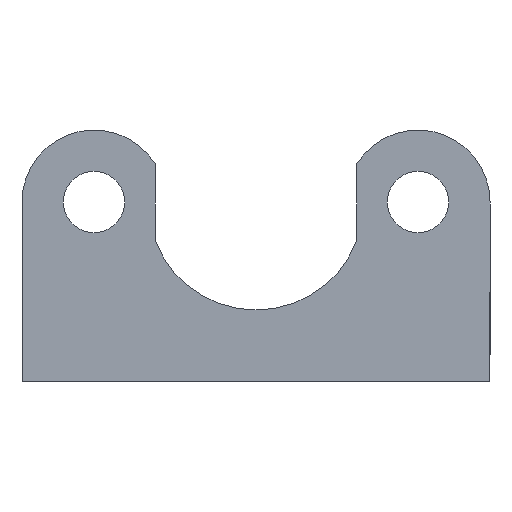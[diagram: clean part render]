
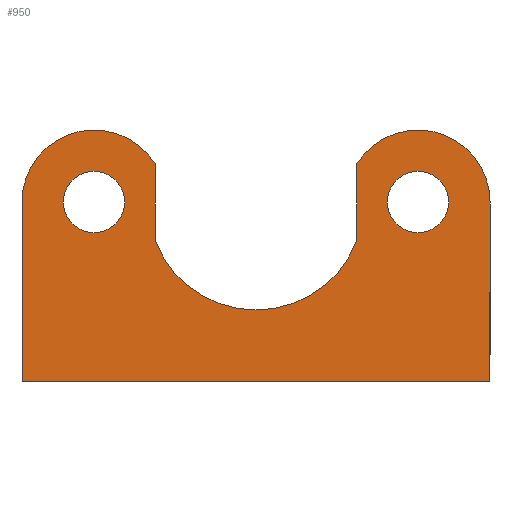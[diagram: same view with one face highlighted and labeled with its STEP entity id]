
A CAD part, front view. The second image highlights one B-rep face of the part: STEP entity #950.
In plain terms, the highlighted planar face has unit normal (0, -1, 0).
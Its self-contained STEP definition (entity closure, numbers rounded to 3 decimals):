
#2 = DIRECTION ( 'NONE',  ( 0., 1., 0. ) ) ;
#15 = VECTOR ( 'NONE', #708, 1000. ) ;
#19 = VERTEX_POINT ( 'NONE', #594 ) ;
#21 = CARTESIAN_POINT ( 'NONE',  ( -5.611, 0., -2.125 ) ) ;
#38 = CARTESIAN_POINT ( 'NONE',  ( 13., 0., -10. ) ) ;
#44 = VERTEX_POINT ( 'NONE', #514 ) ;
#53 = LINE ( 'NONE', #616, #546 ) ;
#57 = DIRECTION ( 'NONE',  ( 0., 1., 0. ) ) ;
#64 = VERTEX_POINT ( 'NONE', #596 ) ;
#76 = CARTESIAN_POINT ( 'NONE',  ( 5.611, 0., 2.125 ) ) ;
#81 = CARTESIAN_POINT ( 'NONE',  ( 9., 0., 0. ) ) ;
#88 = DIRECTION ( 'NONE',  ( 0., 1., 0. ) ) ;
#91 = DIRECTION ( 'NONE',  ( 0., 1., 0. ) ) ;
#97 = VERTEX_POINT ( 'NONE', #528 ) ;
#122 = DIRECTION ( 'NONE',  ( -1., 0., 0. ) ) ;
#131 = LINE ( 'NONE', #693, #15 ) ;
#134 = ORIENTED_EDGE ( 'NONE', *, *, #909, .T. ) ;
#139 = DIRECTION ( 'NONE',  ( 0., 0., 1. ) ) ;
#142 = LINE ( 'NONE', #936, #172 ) ;
#153 = ORIENTED_EDGE ( 'NONE', *, *, #502, .F. ) ;
#154 = DIRECTION ( 'NONE',  ( 0., 0., 1. ) ) ;
#172 = VECTOR ( 'NONE', #122, 1000. ) ;
#174 = DIRECTION ( 'NONE',  ( 0., 0., -1. ) ) ;
#177 = AXIS2_PLACEMENT_3D ( 'NONE', #264, #279, #494 ) ;
#178 = PLANE ( 'NONE',  #177 ) ;
#182 = DIRECTION ( 'NONE',  ( 0., 0., 1. ) ) ;
#184 = CARTESIAN_POINT ( 'NONE',  ( -9., 0., 0. ) ) ;
#192 = EDGE_CURVE ( 'NONE', #603, #64, #725, .T. ) ;
#202 = CARTESIAN_POINT ( 'NONE',  ( 0., 0., 0. ) ) ;
#207 = FACE_BOUND ( 'NONE', #269, .T. ) ;
#214 = VERTEX_POINT ( 'NONE', #21 ) ;
#219 = AXIS2_PLACEMENT_3D ( 'NONE', #772, #856, #405 ) ;
#225 = CARTESIAN_POINT ( 'NONE',  ( 9., 0., 0. ) ) ;
#226 = ORIENTED_EDGE ( 'NONE', *, *, #424, .T. ) ;
#232 = CIRCLE ( 'NONE', #298, 4. ) ;
#240 = EDGE_CURVE ( 'NONE', #97, #214, #53, .T. ) ;
#245 = CARTESIAN_POINT ( 'NONE',  ( -13., 0., -10. ) ) ;
#255 = CIRCLE ( 'NONE', #851, 1.7 ) ;
#259 = VERTEX_POINT ( 'NONE', #782 ) ;
#260 = VERTEX_POINT ( 'NONE', #691 ) ;
#264 = CARTESIAN_POINT ( 'NONE',  ( -9., 0., 0. ) ) ;
#269 = EDGE_LOOP ( 'NONE', ( #226, #309 ) ) ;
#272 = AXIS2_PLACEMENT_3D ( 'NONE', #184, #57, #866 ) ;
#273 = VERTEX_POINT ( 'NONE', #245 ) ;
#277 = DIRECTION ( 'NONE',  ( 0., 0., 1. ) ) ;
#279 = DIRECTION ( 'NONE',  ( 0., 1., 0. ) ) ;
#287 = EDGE_CURVE ( 'NONE', #273, #600, #131, .T. ) ;
#298 = AXIS2_PLACEMENT_3D ( 'NONE', #225, #2, #444 ) ;
#309 = ORIENTED_EDGE ( 'NONE', *, *, #192, .T. ) ;
#311 = EDGE_CURVE ( 'NONE', #346, #260, #507, .T. ) ;
#338 = ORIENTED_EDGE ( 'NONE', *, *, #388, .F. ) ;
#346 = VERTEX_POINT ( 'NONE', #863 ) ;
#354 = CIRCLE ( 'NONE', #617, 1.7 ) ;
#363 = VERTEX_POINT ( 'NONE', #559 ) ;
#374 = AXIS2_PLACEMENT_3D ( 'NONE', #720, #570, #414 ) ;
#380 = DIRECTION ( 'NONE',  ( 0., 0., 1. ) ) ;
#388 = EDGE_CURVE ( 'NONE', #600, #97, #748, .T. ) ;
#404 = FACE_OUTER_BOUND ( 'NONE', #474, .T. ) ;
#405 = DIRECTION ( 'NONE',  ( 0., 0., 1. ) ) ;
#406 = CIRCLE ( 'NONE', #718, 6. ) ;
#407 = EDGE_CURVE ( 'NONE', #259, #273, #142, .T. ) ;
#414 = DIRECTION ( 'NONE',  ( 0., 0., 1. ) ) ;
#424 = EDGE_CURVE ( 'NONE', #64, #603, #914, .T. ) ;
#441 = EDGE_CURVE ( 'NONE', #260, #655, #620, .T. ) ;
#444 = DIRECTION ( 'NONE',  ( 0., 0., 1. ) ) ;
#454 = CARTESIAN_POINT ( 'NONE',  ( -9., 0., 0. ) ) ;
#465 = DIRECTION ( 'NONE',  ( 0., 0., -1. ) ) ;
#474 = EDGE_LOOP ( 'NONE', ( #338, #942, #587, #905, #498, #765, #806, #153, #947 ) ) ;
#494 = DIRECTION ( 'NONE',  ( 0., 0., 1. ) ) ;
#496 = CARTESIAN_POINT ( 'NONE',  ( 5.611, 0., 2.125 ) ) ;
#498 = ORIENTED_EDGE ( 'NONE', *, *, #572, .F. ) ;
#502 = EDGE_CURVE ( 'NONE', #214, #346, #406, .T. ) ;
#507 = CIRCLE ( 'NONE', #219, 6. ) ;
#514 = CARTESIAN_POINT ( 'NONE',  ( -9., 0., 1.7 ) ) ;
#528 = CARTESIAN_POINT ( 'NONE',  ( -5.611, 0., 2.125 ) ) ;
#546 = VECTOR ( 'NONE', #174, 1000. ) ;
#548 = DIRECTION ( 'NONE',  ( 0., 1., 0. ) ) ;
#559 = CARTESIAN_POINT ( 'NONE',  ( -9., 0., -1.7 ) ) ;
#570 = DIRECTION ( 'NONE',  ( 0., 1., 0. ) ) ;
#572 = EDGE_CURVE ( 'NONE', #655, #19, #232, .T. ) ;
#573 = VECTOR ( 'NONE', #139, 1000. ) ;
#576 = EDGE_LOOP ( 'NONE', ( #134, #673 ) ) ;
#587 = ORIENTED_EDGE ( 'NONE', *, *, #407, .F. ) ;
#594 = CARTESIAN_POINT ( 'NONE',  ( 13., 0., 0. ) ) ;
#596 = CARTESIAN_POINT ( 'NONE',  ( 9., 0., -1.7 ) ) ;
#600 = VERTEX_POINT ( 'NONE', #902 ) ;
#603 = VERTEX_POINT ( 'NONE', #674 ) ;
#616 = CARTESIAN_POINT ( 'NONE',  ( -5.611, 0., 2.125 ) ) ;
#617 = AXIS2_PLACEMENT_3D ( 'NONE', #625, #548, #182 ) ;
#620 = LINE ( 'NONE', #496, #573 ) ;
#625 = CARTESIAN_POINT ( 'NONE',  ( -9., 0., 0. ) ) ;
#655 = VERTEX_POINT ( 'NONE', #76 ) ;
#673 = ORIENTED_EDGE ( 'NONE', *, *, #681, .T. ) ;
#674 = CARTESIAN_POINT ( 'NONE',  ( 9., 0., 1.7 ) ) ;
#681 = EDGE_CURVE ( 'NONE', #44, #363, #255, .T. ) ;
#691 = CARTESIAN_POINT ( 'NONE',  ( 5.611, 0., -2.125 ) ) ;
#693 = CARTESIAN_POINT ( 'NONE',  ( -13., 0., 0. ) ) ;
#708 = DIRECTION ( 'NONE',  ( 0., 0., 1. ) ) ;
#718 = AXIS2_PLACEMENT_3D ( 'NONE', #202, #727, #277 ) ;
#720 = CARTESIAN_POINT ( 'NONE',  ( 9., 0., 0. ) ) ;
#725 = CIRCLE ( 'NONE', #792, 1.7 ) ;
#727 = DIRECTION ( 'NONE',  ( 0., -1., 0. ) ) ;
#748 = CIRCLE ( 'NONE', #272, 4. ) ;
#765 = ORIENTED_EDGE ( 'NONE', *, *, #441, .F. ) ;
#772 = CARTESIAN_POINT ( 'NONE',  ( 0., 0., 0. ) ) ;
#782 = CARTESIAN_POINT ( 'NONE',  ( 13., 0., -10. ) ) ;
#792 = AXIS2_PLACEMENT_3D ( 'NONE', #81, #91, #154 ) ;
#806 = ORIENTED_EDGE ( 'NONE', *, *, #311, .F. ) ;
#851 = AXIS2_PLACEMENT_3D ( 'NONE', #454, #88, #380 ) ;
#856 = DIRECTION ( 'NONE',  ( 0., -1., 0. ) ) ;
#858 = EDGE_CURVE ( 'NONE', #19, #259, #910, .T. ) ;
#863 = CARTESIAN_POINT ( 'NONE',  ( 0., 0., -6. ) ) ;
#866 = DIRECTION ( 'NONE',  ( 0., 0., 1. ) ) ;
#902 = CARTESIAN_POINT ( 'NONE',  ( -13., 0., 0. ) ) ;
#905 = ORIENTED_EDGE ( 'NONE', *, *, #858, .F. ) ;
#909 = EDGE_CURVE ( 'NONE', #363, #44, #354, .T. ) ;
#910 = LINE ( 'NONE', #38, #952 ) ;
#914 = CIRCLE ( 'NONE', #374, 1.7 ) ;
#929 = FACE_BOUND ( 'NONE', #576, .T. ) ;
#936 = CARTESIAN_POINT ( 'NONE',  ( -13., 0., -10. ) ) ;
#942 = ORIENTED_EDGE ( 'NONE', *, *, #287, .F. ) ;
#947 = ORIENTED_EDGE ( 'NONE', *, *, #240, .F. ) ;
#950 = ADVANCED_FACE ( 'NONE', ( #404, #207, #929 ), #178, .F. ) ;
#952 = VECTOR ( 'NONE', #465, 1000. ) ;
